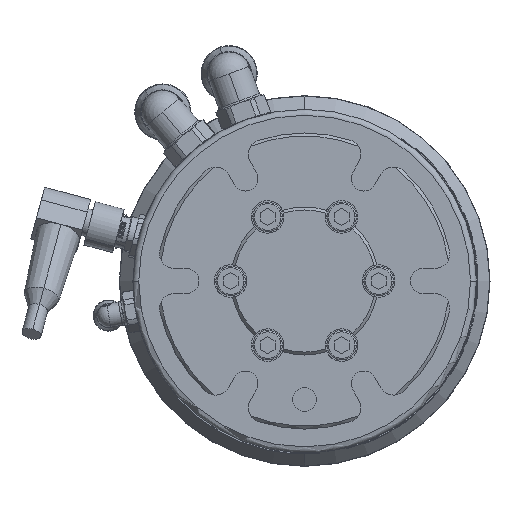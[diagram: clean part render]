
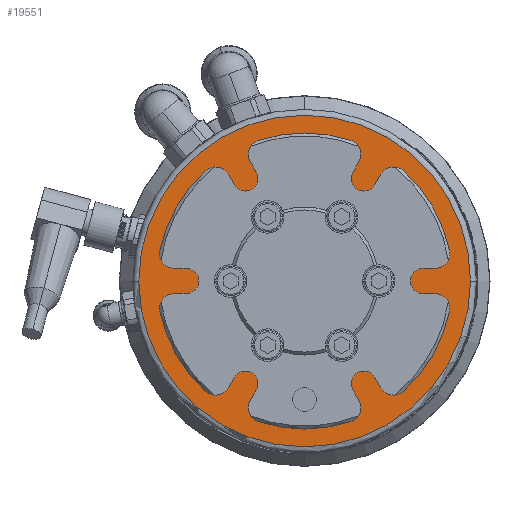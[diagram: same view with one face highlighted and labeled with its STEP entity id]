
A CAD part, front view. The second image highlights one B-rep face of the part: STEP entity #19551.
In plain terms, the highlighted planar face has unit normal (0, -1, 0).
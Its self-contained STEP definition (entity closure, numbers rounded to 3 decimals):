
#1494=CARTESIAN_POINT('',(0.,-2.,0.));
#1495=DIRECTION('',(0.,-1.,0.));
#1496=DIRECTION('',(-1.,0.,0.));
#1497=AXIS2_PLACEMENT_3D('',#1494,#1495,#1496);
#1499=CARTESIAN_POINT('',(0.,-2.,0.));
#1500=DIRECTION('',(0.,-1.,0.));
#1501=DIRECTION('',(1.,0.,0.));
#1502=AXIS2_PLACEMENT_3D('',#1499,#1500,#1501);
#1504=CARTESIAN_POINT('',(0.,-2.,0.));
#1505=DIRECTION('',(0.,1.,0.));
#1506=DIRECTION('',(-0.5,0.,-0.866));
#1507=AXIS2_PLACEMENT_3D('',#1504,#1505,#1506);
#1509=CARTESIAN_POINT('',(0.,-2.,0.));
#1510=DIRECTION('',(0.,1.,0.));
#1511=DIRECTION('',(0.661,0.,-0.75));
#1512=AXIS2_PLACEMENT_3D('',#1509,#1510,#1511);
#1514=CARTESIAN_POINT('',(24.749,-2.,-24.749));
#1515=DIRECTION('',(0.,-1.,0.));
#1516=DIRECTION('',(-0.943,0.,0.333));
#1517=AXIS2_PLACEMENT_3D('',#1514,#1515,#1516);
#1519=CARTESIAN_POINT('',(24.749,-2.,-24.749));
#1520=DIRECTION('',(0.,-1.,0.));
#1521=DIRECTION('',(-1.,0.,0.));
#1522=AXIS2_PLACEMENT_3D('',#1519,#1520,#1521);
#1524=CARTESIAN_POINT('',(24.749,-2.,-24.749));
#1525=DIRECTION('',(0.,-1.,0.));
#1526=DIRECTION('',(1.,0.,0.));
#1527=AXIS2_PLACEMENT_3D('',#1524,#1525,#1526);
#1529=CARTESIAN_POINT('',(0.,-2.,0.));
#1530=DIRECTION('',(0.,1.,0.));
#1531=DIRECTION('',(0.75,0.,0.661));
#1532=AXIS2_PLACEMENT_3D('',#1529,#1530,#1531);
#1534=CARTESIAN_POINT('',(24.749,-2.,24.749));
#1535=DIRECTION('',(0.,-1.,0.));
#1536=DIRECTION('',(-0.333,0.,-0.943));
#1537=AXIS2_PLACEMENT_3D('',#1534,#1535,#1536);
#1539=CARTESIAN_POINT('',(24.749,-2.,24.749));
#1540=DIRECTION('',(0.,-1.,0.));
#1541=DIRECTION('',(1.,0.,0.));
#1542=AXIS2_PLACEMENT_3D('',#1539,#1540,#1541);
#1544=CARTESIAN_POINT('',(24.749,-2.,24.749));
#1545=DIRECTION('',(0.,-1.,0.));
#1546=DIRECTION('',(-1.,0.,0.));
#1547=AXIS2_PLACEMENT_3D('',#1544,#1545,#1546);
#1549=CARTESIAN_POINT('',(0.,-2.,0.));
#1550=DIRECTION('',(0.,1.,0.));
#1551=DIRECTION('',(0.5,0.,0.866));
#1552=AXIS2_PLACEMENT_3D('',#1549,#1550,#1551);
#1554=CARTESIAN_POINT('',(0.,-2.,0.));
#1555=DIRECTION('',(0.,1.,0.));
#1556=DIRECTION('',(-0.661,0.,0.75));
#1557=AXIS2_PLACEMENT_3D('',#1554,#1555,#1556);
#1559=CARTESIAN_POINT('',(-24.749,-2.,24.749));
#1560=DIRECTION('',(0.,-1.,0.));
#1561=DIRECTION('',(0.943,0.,-0.333));
#1562=AXIS2_PLACEMENT_3D('',#1559,#1560,#1561);
#1564=CARTESIAN_POINT('',(-24.749,-2.,24.749));
#1565=DIRECTION('',(0.,-1.,0.));
#1566=DIRECTION('',(1.,0.,0.));
#1567=AXIS2_PLACEMENT_3D('',#1564,#1565,#1566);
#1569=CARTESIAN_POINT('',(-24.749,-2.,24.749));
#1570=DIRECTION('',(0.,-1.,0.));
#1571=DIRECTION('',(-1.,0.,0.));
#1572=AXIS2_PLACEMENT_3D('',#1569,#1570,#1571);
#1574=CARTESIAN_POINT('',(0.,-2.,0.));
#1575=DIRECTION('',(0.,1.,0.));
#1576=DIRECTION('',(-0.75,0.,-0.661));
#1577=AXIS2_PLACEMENT_3D('',#1574,#1575,#1576);
#1579=CARTESIAN_POINT('',(-24.749,-2.,-24.749));
#1580=DIRECTION('',(0.,-1.,0.));
#1581=DIRECTION('',(0.333,0.,0.943));
#1582=AXIS2_PLACEMENT_3D('',#1579,#1580,#1581);
#1584=CARTESIAN_POINT('',(-24.749,-2.,-24.749));
#1585=DIRECTION('',(0.,-1.,0.));
#1586=DIRECTION('',(-1.,0.,0.));
#1587=AXIS2_PLACEMENT_3D('',#1584,#1585,#1586);
#1589=CARTESIAN_POINT('',(-24.749,-2.,-24.749));
#1590=DIRECTION('',(0.,-1.,0.));
#1591=DIRECTION('',(1.,0.,0.));
#1592=AXIS2_PLACEMENT_3D('',#1589,#1590,#1591);
#15920=CARTESIAN_POINT('',(-56.,-2.,0.));
#15921=CARTESIAN_POINT('',(56.,-2.,0.));
#15922=VERTEX_POINT('',#15920);
#15923=VERTEX_POINT('',#15921);
#15932=CARTESIAN_POINT('',(-20.249,-2.,24.749));
#15933=CARTESIAN_POINT('',(-29.249,-2.,24.749));
#15934=VERTEX_POINT('',#15932);
#15935=VERTEX_POINT('',#15933);
#15936=CARTESIAN_POINT('',(29.249,-2.,24.749));
#15937=CARTESIAN_POINT('',(20.249,-2.,24.749));
#15938=VERTEX_POINT('',#15936);
#15939=VERTEX_POINT('',#15937);
#15940=CARTESIAN_POINT('',(20.249,-2.,-24.749));
#15941=CARTESIAN_POINT('',(29.249,-2.,-24.749));
#15942=VERTEX_POINT('',#15940);
#15943=VERTEX_POINT('',#15941);
#15944=CARTESIAN_POINT('',(-29.249,-2.,-24.749));
#15945=CARTESIAN_POINT('',(-20.249,-2.,-24.749));
#15946=VERTEX_POINT('',#15944);
#15947=VERTEX_POINT('',#15945);
#16884=CARTESIAN_POINT('',(-15.5,-2.,-26.847));
#16885=CARTESIAN_POINT('',(-20.506,-2.,-23.249));
#16886=VERTEX_POINT('',#16884);
#16887=VERTEX_POINT('',#16885);
#16888=CARTESIAN_POINT('',(-23.249,-2.,-20.506));
#16889=CARTESIAN_POINT('',(-23.249,-2.,20.506));
#16890=VERTEX_POINT('',#16888);
#16891=VERTEX_POINT('',#16889);
#16892=CARTESIAN_POINT('',(-20.506,-2.,23.249));
#16893=CARTESIAN_POINT('',(15.5,-2.,26.847));
#16894=VERTEX_POINT('',#16892);
#16895=VERTEX_POINT('',#16893);
#16896=CARTESIAN_POINT('',(20.506,-2.,23.249));
#16897=VERTEX_POINT('',#16896);
#16898=CARTESIAN_POINT('',(23.249,-2.,20.506));
#16899=CARTESIAN_POINT('',(23.249,-2.,-20.506));
#16900=VERTEX_POINT('',#16898);
#16901=VERTEX_POINT('',#16899);
#16902=CARTESIAN_POINT('',(20.506,-2.,-23.249));
#16903=VERTEX_POINT('',#16902);
#19503=CARTESIAN_POINT('',(0.,-2.,0.));
#19504=DIRECTION('',(0.,1.,0.));
#19505=DIRECTION('',(1.,0.,0.));
#19506=AXIS2_PLACEMENT_3D('',#19503,#19504,#19505);
#19507=PLANE('',#19506);
#19509=ORIENTED_EDGE('',*,*,#19508,.F.);
#19510=ORIENTED_EDGE('',*,*,#19486,.F.);
#19511=EDGE_LOOP('',(#19509,#19510));
#19512=FACE_OUTER_BOUND('',#19511,.F.);
#19514=ORIENTED_EDGE('',*,*,#19513,.F.);
#19516=ORIENTED_EDGE('',*,*,#19515,.F.);
#19518=ORIENTED_EDGE('',*,*,#19517,.T.);
#19520=ORIENTED_EDGE('',*,*,#19519,.T.);
#19522=ORIENTED_EDGE('',*,*,#19521,.T.);
#19524=ORIENTED_EDGE('',*,*,#19523,.F.);
#19526=ORIENTED_EDGE('',*,*,#19525,.T.);
#19528=ORIENTED_EDGE('',*,*,#19527,.T.);
#19530=ORIENTED_EDGE('',*,*,#19529,.T.);
#19532=ORIENTED_EDGE('',*,*,#19531,.F.);
#19534=ORIENTED_EDGE('',*,*,#19533,.F.);
#19536=ORIENTED_EDGE('',*,*,#19535,.T.);
#19538=ORIENTED_EDGE('',*,*,#19537,.T.);
#19540=ORIENTED_EDGE('',*,*,#19539,.T.);
#19542=ORIENTED_EDGE('',*,*,#19541,.F.);
#19544=ORIENTED_EDGE('',*,*,#19543,.T.);
#19546=ORIENTED_EDGE('',*,*,#19545,.T.);
#19548=ORIENTED_EDGE('',*,*,#19547,.T.);
#19549=EDGE_LOOP('',(#19514,#19516,#19518,#19520,#19522,#19524,#19526,#19528,
#19530,#19532,#19534,#19536,#19538,#19540,#19542,#19544,#19546,#19548));
#19550=FACE_BOUND('',#19549,.F.);
#1498=CIRCLE('',#1497,56.);
#1503=CIRCLE('',#1502,56.);
#1508=CIRCLE('',#1507,31.);
#1513=CIRCLE('',#1512,31.);
#1518=CIRCLE('',#1517,4.5);
#1523=CIRCLE('',#1522,4.5);
#1528=CIRCLE('',#1527,4.5);
#1533=CIRCLE('',#1532,31.);
#1538=CIRCLE('',#1537,4.5);
#1543=CIRCLE('',#1542,4.5);
#1548=CIRCLE('',#1547,4.5);
#1553=CIRCLE('',#1552,31.);
#1558=CIRCLE('',#1557,31.);
#1563=CIRCLE('',#1562,4.5);
#1568=CIRCLE('',#1567,4.5);
#1573=CIRCLE('',#1572,4.5);
#1578=CIRCLE('',#1577,31.);
#1583=CIRCLE('',#1582,4.5);
#1588=CIRCLE('',#1587,4.5);
#1593=CIRCLE('',#1592,4.5);
#19486=EDGE_CURVE('',#15923,#15922,#1503,.T.);
#19508=EDGE_CURVE('',#15922,#15923,#1498,.T.);
#19513=EDGE_CURVE('',#16886,#16887,#1508,.T.);
#19515=EDGE_CURVE('',#16903,#16886,#1513,.T.);
#19517=EDGE_CURVE('',#16903,#15942,#1518,.T.);
#19519=EDGE_CURVE('',#15942,#15943,#1523,.T.);
#19521=EDGE_CURVE('',#15943,#16901,#1528,.T.);
#19523=EDGE_CURVE('',#16900,#16901,#1533,.T.);
#19525=EDGE_CURVE('',#16900,#15938,#1538,.T.);
#19527=EDGE_CURVE('',#15938,#15939,#1543,.T.);
#19529=EDGE_CURVE('',#15939,#16897,#1548,.T.);
#19531=EDGE_CURVE('',#16895,#16897,#1553,.T.);
#19533=EDGE_CURVE('',#16894,#16895,#1558,.T.);
#19535=EDGE_CURVE('',#16894,#15934,#1563,.T.);
#19537=EDGE_CURVE('',#15934,#15935,#1568,.T.);
#19539=EDGE_CURVE('',#15935,#16891,#1573,.T.);
#19541=EDGE_CURVE('',#16890,#16891,#1578,.T.);
#19543=EDGE_CURVE('',#16890,#15946,#1583,.T.);
#19545=EDGE_CURVE('',#15946,#15947,#1588,.T.);
#19547=EDGE_CURVE('',#15947,#16887,#1593,.T.);
#19551=ADVANCED_FACE('',(#19512,#19550),#19507,.F.);
